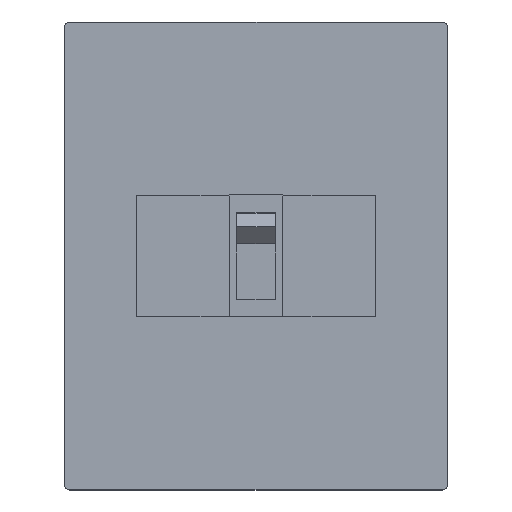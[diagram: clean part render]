
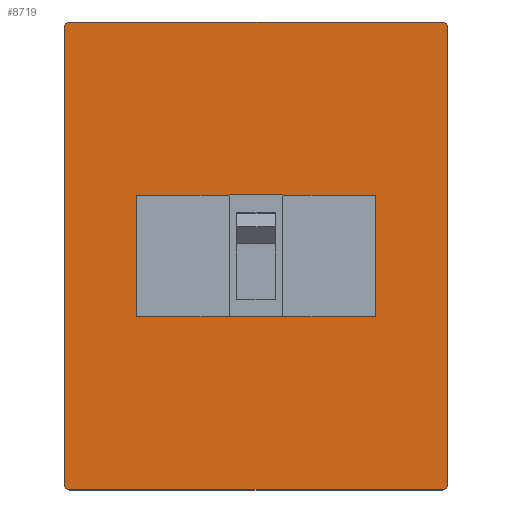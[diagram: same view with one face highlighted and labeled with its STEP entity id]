
A CAD part, top view. The second image highlights one B-rep face of the part: STEP entity #8719.
In plain terms, the highlighted planar face has unit normal (0, 0, 1).
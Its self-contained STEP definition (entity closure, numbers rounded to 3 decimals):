
#151 = CARTESIAN_POINT ( 'NONE',  ( -78.5, 94., 68. ) ) ;
#310 = VECTOR ( 'NONE', #936, 1000. ) ;
#635 = VERTEX_POINT ( 'NONE', #2912 ) ;
#726 = DIRECTION ( 'NONE',  ( 1., 0., 0. ) ) ;
#727 = EDGE_CURVE ( 'NONE', #17491, #2703, #982, .T. ) ;
#936 = DIRECTION ( 'NONE',  ( 0., 1., 0. ) ) ;
#982 = LINE ( 'NONE', #11981, #7924 ) ;
#1038 = VERTEX_POINT ( 'NONE', #151 ) ;
#1041 = DIRECTION ( 'NONE',  ( 0., -1., 0. ) ) ;
#1164 = VERTEX_POINT ( 'NONE', #2301 ) ;
#1177 = CARTESIAN_POINT ( 'NONE',  ( 76.5, 96., 68. ) ) ;
#1209 = AXIS2_PLACEMENT_3D ( 'NONE', #1879, #11585, #3288 ) ;
#1238 = VECTOR ( 'NONE', #8967, 1000. ) ;
#1305 = ORIENTED_EDGE ( 'NONE', *, *, #4374, .F. ) ;
#1484 = VECTOR ( 'NONE', #6698, 1000. ) ;
#1554 = EDGE_CURVE ( 'NONE', #12025, #3367, #5096, .T. ) ;
#1879 = CARTESIAN_POINT ( 'NONE',  ( 76.5, -94., 68. ) ) ;
#2047 = LINE ( 'NONE', #9377, #13111 ) ;
#2167 = VERTEX_POINT ( 'NONE', #8202 ) ;
#2301 = CARTESIAN_POINT ( 'NONE',  ( 49., -25., 68. ) ) ;
#2380 = CARTESIAN_POINT ( 'NONE',  ( 49., 25., 68. ) ) ;
#2475 = DIRECTION ( 'NONE',  ( 0., 0., 1. ) ) ;
#2703 = VERTEX_POINT ( 'NONE', #14368 ) ;
#2892 = VERTEX_POINT ( 'NONE', #10749 ) ;
#2912 = CARTESIAN_POINT ( 'NONE',  ( -76.5, -96., 68. ) ) ;
#2926 = CIRCLE ( 'NONE', #17902, 2. ) ;
#3031 = VECTOR ( 'NONE', #4709, 1000. ) ;
#3208 = VERTEX_POINT ( 'NONE', #6472 ) ;
#3279 = CARTESIAN_POINT ( 'NONE',  ( -49., -25., 68. ) ) ;
#3288 = DIRECTION ( 'NONE',  ( 1., 0., 0. ) ) ;
#3325 = CIRCLE ( 'NONE', #1209, 2. ) ;
#3326 = EDGE_CURVE ( 'NONE', #3367, #3208, #4782, .T. ) ;
#3367 = VERTEX_POINT ( 'NONE', #1177 ) ;
#3687 = DIRECTION ( 'NONE',  ( -1., 0., 0. ) ) ;
#3736 = ORIENTED_EDGE ( 'NONE', *, *, #11404, .T. ) ;
#3994 = CARTESIAN_POINT ( 'NONE',  ( 78.5, -94., 68. ) ) ;
#4076 = CARTESIAN_POINT ( 'NONE',  ( 0., 0., 68. ) ) ;
#4374 = EDGE_CURVE ( 'NONE', #1164, #17491, #14603, .T. ) ;
#4709 = DIRECTION ( 'NONE',  ( 1., 0., 0. ) ) ;
#4765 = ORIENTED_EDGE ( 'NONE', *, *, #5008, .T. ) ;
#4782 = LINE ( 'NONE', #5341, #1484 ) ;
#4903 = ORIENTED_EDGE ( 'NONE', *, *, #727, .F. ) ;
#4954 = CARTESIAN_POINT ( 'NONE',  ( -49., 25., 68. ) ) ;
#4962 = DIRECTION ( 'NONE',  ( 1., 0., 0. ) ) ;
#5008 = EDGE_CURVE ( 'NONE', #635, #2892, #9184, .T. ) ;
#5096 = CIRCLE ( 'NONE', #11331, 2. ) ;
#5341 = CARTESIAN_POINT ( 'NONE',  ( -78.5, 96., 68. ) ) ;
#6287 = LINE ( 'NONE', #4954, #13200 ) ;
#6472 = CARTESIAN_POINT ( 'NONE',  ( -76.5, 96., 68. ) ) ;
#6696 = DIRECTION ( 'NONE',  ( 0., 0., 1. ) ) ;
#6698 = DIRECTION ( 'NONE',  ( -1., 0., 0. ) ) ;
#6852 = DIRECTION ( 'NONE',  ( 1., 0., 0. ) ) ;
#7162 = LINE ( 'NONE', #3279, #3031 ) ;
#7556 = CARTESIAN_POINT ( 'NONE',  ( 78.5, 96., 68. ) ) ;
#7653 = EDGE_CURVE ( 'NONE', #2892, #9247, #3325, .T. ) ;
#7898 = EDGE_CURVE ( 'NONE', #3208, #1038, #10677, .T. ) ;
#7924 = VECTOR ( 'NONE', #3687, 1000. ) ;
#8202 = CARTESIAN_POINT ( 'NONE',  ( -49., -25., 68. ) ) ;
#8451 = FACE_BOUND ( 'NONE', #13532, .T. ) ;
#8719 = ADVANCED_FACE ( 'NONE', ( #12134, #8451 ), #15121, .T. ) ;
#8859 = CARTESIAN_POINT ( 'NONE',  ( 78.5, 94., 68. ) ) ;
#8967 = DIRECTION ( 'NONE',  ( 0., 1., 0. ) ) ;
#9070 = DIRECTION ( 'NONE',  ( 0., 0., 1. ) ) ;
#9184 = LINE ( 'NONE', #14605, #12858 ) ;
#9247 = VERTEX_POINT ( 'NONE', #3994 ) ;
#9257 = AXIS2_PLACEMENT_3D ( 'NONE', #10787, #2475, #12181 ) ;
#9377 = CARTESIAN_POINT ( 'NONE',  ( -78.5, 96., 68. ) ) ;
#9685 = EDGE_CURVE ( 'NONE', #1038, #9700, #2047, .T. ) ;
#9700 = VERTEX_POINT ( 'NONE', #12137 ) ;
#9894 = ORIENTED_EDGE ( 'NONE', *, *, #3326, .T. ) ;
#10443 = DIRECTION ( 'NONE',  ( 0., -1., 0. ) ) ;
#10462 = ORIENTED_EDGE ( 'NONE', *, *, #7653, .T. ) ;
#10677 = CIRCLE ( 'NONE', #9257, 2. ) ;
#10749 = CARTESIAN_POINT ( 'NONE',  ( 76.5, -96., 68. ) ) ;
#10787 = CARTESIAN_POINT ( 'NONE',  ( -76.5, 94., 68. ) ) ;
#10841 = ORIENTED_EDGE ( 'NONE', *, *, #17730, .T. ) ;
#11014 = ORIENTED_EDGE ( 'NONE', *, *, #14864, .F. ) ;
#11331 = AXIS2_PLACEMENT_3D ( 'NONE', #14975, #6696, #16345 ) ;
#11404 = EDGE_CURVE ( 'NONE', #9700, #635, #2926, .T. ) ;
#11585 = DIRECTION ( 'NONE',  ( 0., 0., 1. ) ) ;
#11981 = CARTESIAN_POINT ( 'NONE',  ( -49., 25., 68. ) ) ;
#12025 = VERTEX_POINT ( 'NONE', #8859 ) ;
#12101 = ORIENTED_EDGE ( 'NONE', *, *, #14068, .F. ) ;
#12134 = FACE_OUTER_BOUND ( 'NONE', #12684, .T. ) ;
#12137 = CARTESIAN_POINT ( 'NONE',  ( -78.5, -94., 68. ) ) ;
#12181 = DIRECTION ( 'NONE',  ( 1., 0., 0. ) ) ;
#12684 = EDGE_LOOP ( 'NONE', ( #4765, #10462, #10841, #15459, #9894, #13920, #15465, #3736 ) ) ;
#12858 = VECTOR ( 'NONE', #4962, 1000. ) ;
#13070 = AXIS2_PLACEMENT_3D ( 'NONE', #4076, #16429, #6852 ) ;
#13111 = VECTOR ( 'NONE', #1041, 1000. ) ;
#13200 = VECTOR ( 'NONE', #10443, 1000. ) ;
#13532 = EDGE_LOOP ( 'NONE', ( #12101, #11014, #4903, #1305 ) ) ;
#13920 = ORIENTED_EDGE ( 'NONE', *, *, #7898, .T. ) ;
#14068 = EDGE_CURVE ( 'NONE', #2167, #1164, #7162, .T. ) ;
#14368 = CARTESIAN_POINT ( 'NONE',  ( -49., 25., 68. ) ) ;
#14603 = LINE ( 'NONE', #2380, #310 ) ;
#14605 = CARTESIAN_POINT ( 'NONE',  ( -78.5, -96., 68. ) ) ;
#14864 = EDGE_CURVE ( 'NONE', #2703, #2167, #6287, .T. ) ;
#14975 = CARTESIAN_POINT ( 'NONE',  ( 76.5, 94., 68. ) ) ;
#15121 = PLANE ( 'NONE',  #13070 ) ;
#15298 = CARTESIAN_POINT ( 'NONE',  ( 49., 25., 68. ) ) ;
#15459 = ORIENTED_EDGE ( 'NONE', *, *, #1554, .T. ) ;
#15465 = ORIENTED_EDGE ( 'NONE', *, *, #9685, .T. ) ;
#16345 = DIRECTION ( 'NONE',  ( 1., 0., 0. ) ) ;
#16429 = DIRECTION ( 'NONE',  ( 0., 0., 1. ) ) ;
#16804 = LINE ( 'NONE', #7556, #1238 ) ;
#17267 = CARTESIAN_POINT ( 'NONE',  ( -76.5, -94., 68. ) ) ;
#17491 = VERTEX_POINT ( 'NONE', #15298 ) ;
#17730 = EDGE_CURVE ( 'NONE', #9247, #12025, #16804, .T. ) ;
#17902 = AXIS2_PLACEMENT_3D ( 'NONE', #17267, #9070, #726 ) ;
